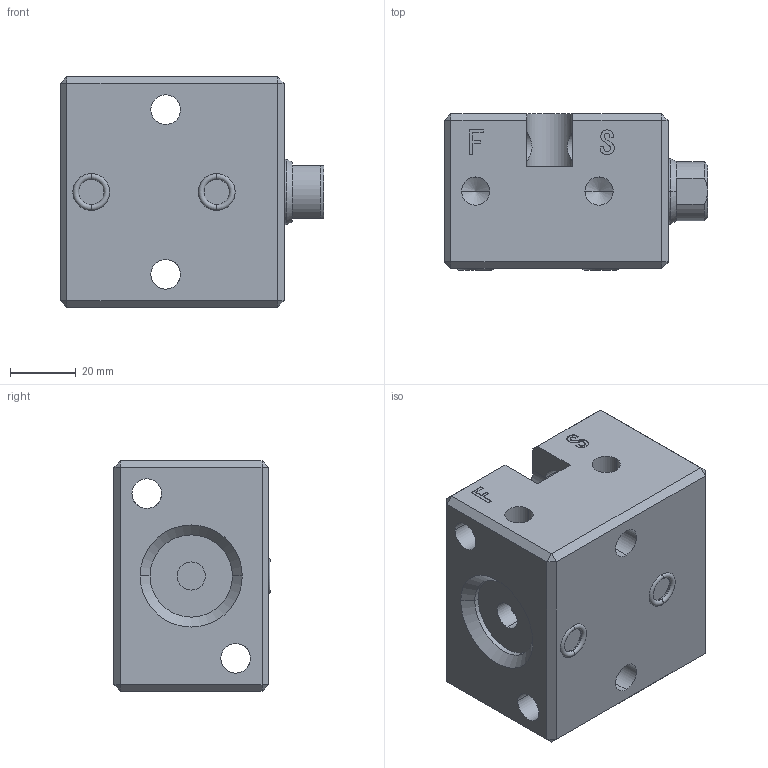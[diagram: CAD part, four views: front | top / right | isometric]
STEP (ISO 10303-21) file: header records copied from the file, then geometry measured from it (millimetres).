
FILE_DESCRIPTION (( 'STEP AP214' ), '1' );
FILE_NAME ('MVI-CB322025.step', '2023-11-21T18:10:05', ( '' ), ( '' ), 'SwSTEP 2.0', 'SolidWorks 2020', '' );
FILE_SCHEMA (( 'AUTOMOTIVE_DESIGN' ));
Length unit declared in the file: millimetre
Products named in the file (1): MVI-CB322025
Bounding box: 80 x 47.48 x 70 mm (x, y, z)
Volume: 188387.5 mm3; surface area: 35762 mm2
Topology: 10 solids, 11 shells, 538 faces, 1404 edges, 909 vertices
Faces by surface type: plane 247, bspline 192, cylinder 71, cone 20, torus 8
Entity records: 23370 total; most frequent: CARTESIAN_POINT 11262, ORIENTED_EDGE 2796, DIRECTION 1850, EDGE_CURVE 1398, VERTEX_POINT 909, VECTOR 844, LINE 844, EDGE_LOOP 587
